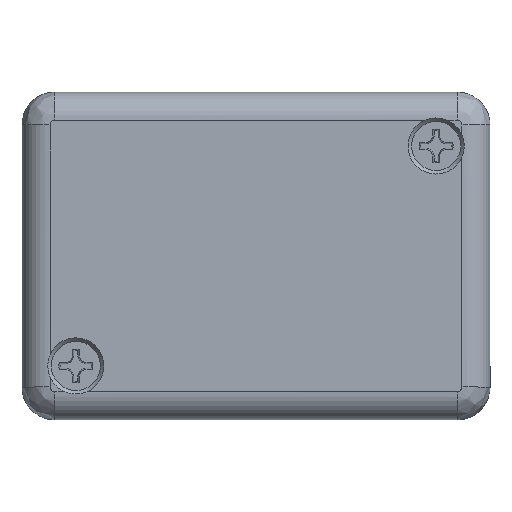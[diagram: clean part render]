
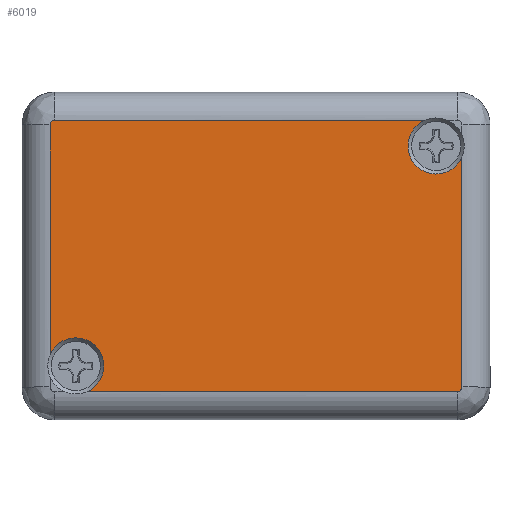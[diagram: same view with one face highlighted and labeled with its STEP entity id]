
A CAD part, top view. The second image highlights one B-rep face of the part: STEP entity #6019.
In plain terms, the highlighted face is planar.
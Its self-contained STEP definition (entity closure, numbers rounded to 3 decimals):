
#222=CIRCLE('',#6320,3.);
#227=CIRCLE('',#6327,3.);
#284=CIRCLE('',#6428,0.5);
#286=CIRCLE('',#6431,0.5);
#733=FACE_OUTER_BOUND('',#1118,.T.);
#1118=EDGE_LOOP('',(#5308,#5309,#5310,#5311,#5312,#5313,#5314,#5315));
#1723=LINE('',#11148,#2254);
#1724=LINE('',#11151,#2255);
#1771=LINE('',#11374,#2302);
#1772=LINE('',#11399,#2303);
#2254=VECTOR('',#7453,39.551);
#2255=VECTOR('',#7456,24.551);
#2302=VECTOR('',#7695,24.551);
#2303=VECTOR('',#7706,39.551);
#2797=VERTEX_POINT('',#11086);
#2799=VERTEX_POINT('',#11096);
#2804=VERTEX_POINT('',#11115);
#2806=VERTEX_POINT('',#11126);
#2811=VERTEX_POINT('',#11146);
#2812=VERTEX_POINT('',#11150);
#2874=VERTEX_POINT('',#11373);
#2875=VERTEX_POINT('',#11385);
#3581=EDGE_CURVE('',#2799,#2797,#222,.T.);
#3589=EDGE_CURVE('',#2804,#2806,#227,.T.);
#3595=EDGE_CURVE('',#2811,#2797,#1723,.T.);
#3596=EDGE_CURVE('',#2804,#2812,#1724,.T.);
#3696=EDGE_CURVE('',#2812,#2811,#284,.T.);
#3697=EDGE_CURVE('',#2799,#2874,#1771,.T.);
#3699=EDGE_CURVE('',#2874,#2875,#286,.T.);
#3702=EDGE_CURVE('',#2875,#2806,#1772,.T.);
#5308=ORIENTED_EDGE('',*,*,#3581,.T.);
#5309=ORIENTED_EDGE('',*,*,#3595,.F.);
#5310=ORIENTED_EDGE('',*,*,#3696,.F.);
#5311=ORIENTED_EDGE('',*,*,#3596,.F.);
#5312=ORIENTED_EDGE('',*,*,#3589,.T.);
#5313=ORIENTED_EDGE('',*,*,#3702,.F.);
#5314=ORIENTED_EDGE('',*,*,#3699,.F.);
#5315=ORIENTED_EDGE('',*,*,#3697,.F.);
#5692=PLANE('',#6435);
#6019=ADVANCED_FACE('',(#733),#5692,.F.);
#6320=AXIS2_PLACEMENT_3D('',#11097,#7425,#7426);
#6327=AXIS2_PLACEMENT_3D('',#11135,#7439,#7440);
#6428=AXIS2_PLACEMENT_3D('',#11371,#7691,#7692);
#6431=AXIS2_PLACEMENT_3D('',#11386,#7698,#7699);
#6435=AXIS2_PLACEMENT_3D('',#11400,#7707,#7708);
#7425=DIRECTION('center_axis',(0.,0.,1.));
#7426=DIRECTION('ref_axis',(-1.,0.,0.));
#7439=DIRECTION('center_axis',(0.,0.,1.));
#7440=DIRECTION('ref_axis',(-1.,0.,0.));
#7453=DIRECTION('',(1.,0.,0.));
#7456=DIRECTION('',(0.,-1.,0.));
#7691=DIRECTION('center_axis',(0.,0.,1.));
#7692=DIRECTION('ref_axis',(-0.707,-0.707,0.));
#7695=DIRECTION('',(0.,1.,0.));
#7698=DIRECTION('center_axis',(0.,0.,1.));
#7699=DIRECTION('ref_axis',(0.707,0.707,0.));
#7706=DIRECTION('',(-1.,0.,0.));
#7707=DIRECTION('center_axis',(0.,0.,1.));
#7708=DIRECTION('ref_axis',(1.,0.,0.));
#11086=CARTESIAN_POINT('',(18.051,-14.5,0.));
#11096=CARTESIAN_POINT('',(22.,-10.551,0.));
#11097=CARTESIAN_POINT('Origin',(19.25,-11.75,0.));
#11115=CARTESIAN_POINT('',(-22.,10.551,0.));
#11126=CARTESIAN_POINT('',(-18.051,14.5,0.));
#11135=CARTESIAN_POINT('Origin',(-19.25,11.75,0.));
#11146=CARTESIAN_POINT('',(-21.5,-14.5,0.));
#11148=CARTESIAN_POINT('',(12.5,-14.5,0.));
#11150=CARTESIAN_POINT('',(-22.,-14.,0.));
#11151=CARTESIAN_POINT('',(-22.,-8.75,0.));
#11371=CARTESIAN_POINT('Origin',(-21.5,-14.,0.));
#11373=CARTESIAN_POINT('',(22.,14.,0.));
#11374=CARTESIAN_POINT('',(22.,8.75,0.));
#11385=CARTESIAN_POINT('',(21.5,14.5,0.));
#11386=CARTESIAN_POINT('Origin',(21.5,14.,0.));
#11399=CARTESIAN_POINT('',(-12.5,14.5,0.));
#11400=CARTESIAN_POINT('Origin',(0.,0.,
0.));
